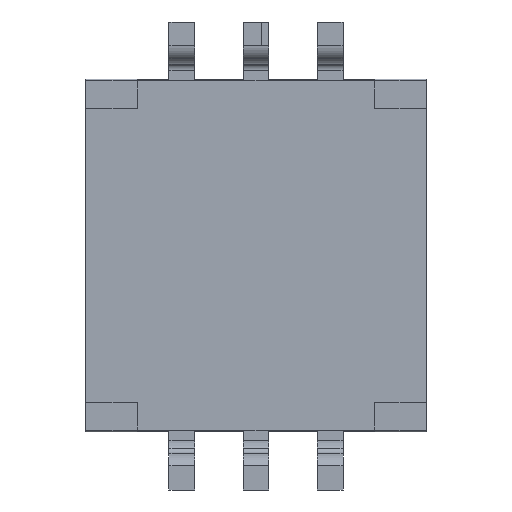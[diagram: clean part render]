
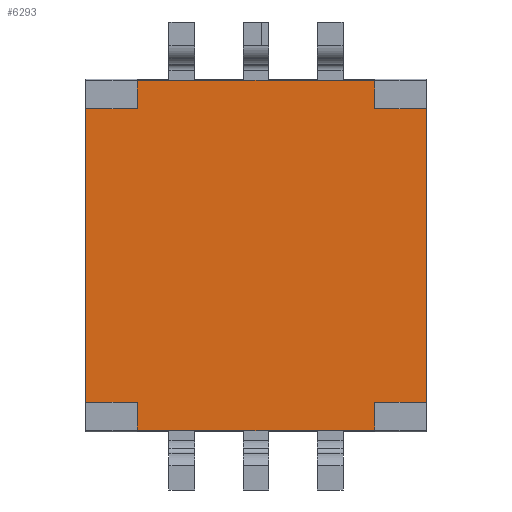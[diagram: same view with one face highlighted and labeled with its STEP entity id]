
A CAD part, front view. The second image highlights one B-rep face of the part: STEP entity #6293.
In plain terms, the highlighted planar face has unit normal (0, -1, 0).
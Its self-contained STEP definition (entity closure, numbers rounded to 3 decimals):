
#485=FACE_OUTER_BOUND('',#888,.T.);
#888=EDGE_LOOP('',(#5036,#5037,#5038,#5039));
#1537=LINE('',#9784,#2301);
#1538=LINE('',#9787,#2302);
#1539=LINE('',#9789,#2303);
#1540=LINE('',#9790,#2304);
#2301=VECTOR('',#7980,10.);
#2302=VECTOR('',#7983,10.);
#2303=VECTOR('',#7984,10.);
#2304=VECTOR('',#7985,10.);
#2901=VERTEX_POINT('',#9780);
#2902=VERTEX_POINT('',#9782);
#2903=VERTEX_POINT('',#9786);
#2904=VERTEX_POINT('',#9788);
#3659=EDGE_CURVE('',#2901,#2902,#1537,.T.);
#3660=EDGE_CURVE('',#2901,#2903,#1538,.T.);
#3661=EDGE_CURVE('',#2904,#2902,#1539,.T.);
#3662=EDGE_CURVE('',#2903,#2904,#1540,.T.);
#5036=ORIENTED_EDGE('',*,*,#3660,.F.);
#5037=ORIENTED_EDGE('',*,*,#3659,.T.);
#5038=ORIENTED_EDGE('',*,*,#3661,.F.);
#5039=ORIENTED_EDGE('',*,*,#3662,.F.);
#5961=PLANE('',#6737);
#6293=ADVANCED_FACE('',(#485),#5961,.T.);
#6737=AXIS2_PLACEMENT_3D('',#9785,#7981,#7982);
#7980=DIRECTION('',(1.,0.,0.));
#7981=DIRECTION('center_axis',(0.,-1.,0.));
#7982=DIRECTION('ref_axis',(0.,0.,-1.));
#7983=DIRECTION('',(0.,0.,1.));
#7984=DIRECTION('',(0.,0.,-1.));
#7985=DIRECTION('',(1.,0.,0.));
#9780=CARTESIAN_POINT('',(0.,-1.297,-4.865));
#9782=CARTESIAN_POINT('',(4.6,-1.297,-4.865));
#9784=CARTESIAN_POINT('',(0.,-1.297,-4.865));
#9785=CARTESIAN_POINT('Origin',(0.,-1.297,-0.135));
#9786=CARTESIAN_POINT('',(0.,-1.297,-0.135));
#9787=CARTESIAN_POINT('',(0.,-1.297,-4.865));
#9788=CARTESIAN_POINT('',(4.6,-1.297,-0.135));
#9789=CARTESIAN_POINT('',(4.6,-1.297,-4.865));
#9790=CARTESIAN_POINT('',(0.,-1.297,-0.135));
